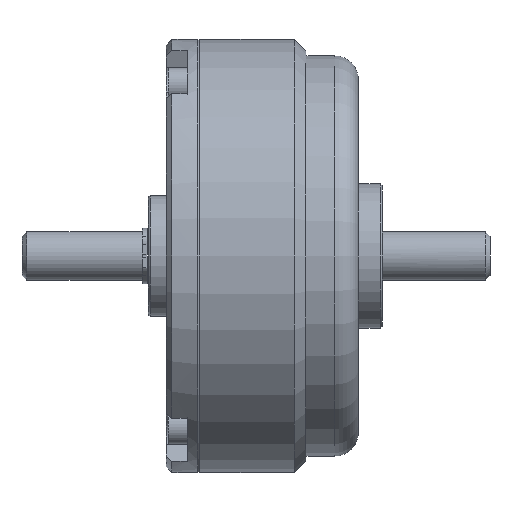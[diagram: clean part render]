
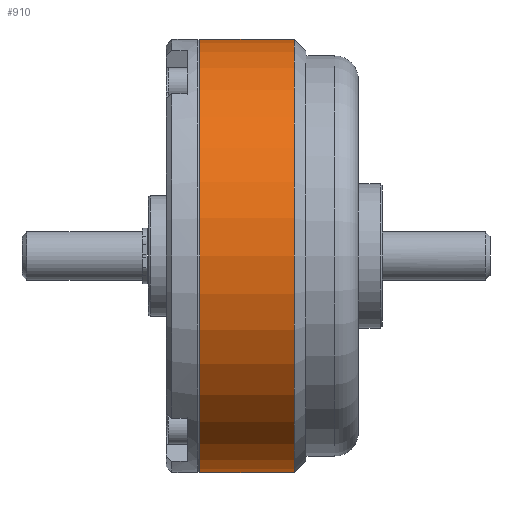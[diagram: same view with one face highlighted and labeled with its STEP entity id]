
A CAD part, front view. The second image highlights one B-rep face of the part: STEP entity #910.
In plain terms, the highlighted cylindrical face has radius 28.575 mm (diameter 57.15 mm), a partial arc.
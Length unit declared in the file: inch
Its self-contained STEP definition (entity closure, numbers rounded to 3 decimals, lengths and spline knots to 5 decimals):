
#289 = DIRECTION ( 'NONE',  ( 0., 0., 1. ) ) ;
#427 = CARTESIAN_POINT ( 'NONE',  ( 0.175, 0., 1.125 ) ) ;
#904 = CARTESIAN_POINT ( 'NONE',  ( 0.175, 0., -1.125 ) ) ;
#910 = ADVANCED_FACE ( 'NONE', ( #5471 ), #6394, .T. ) ;
#1425 = VERTEX_POINT ( 'NONE', #8064 ) ;
#1443 = DIRECTION ( 'NONE',  ( -1., 0., 0. ) ) ;
#1571 = CARTESIAN_POINT ( 'NONE',  ( 0.175, 0., 0. ) ) ;
#1745 = EDGE_CURVE ( 'NONE', #3034, #6451, #7341, .T. ) ;
#1869 = CIRCLE ( 'NONE', #6056, 1.125 ) ;
#1996 = CARTESIAN_POINT ( 'NONE',  ( 0.667, 0., 0. ) ) ;
#2648 = DIRECTION ( 'NONE',  ( 0., 0., -1. ) ) ;
#2658 = DIRECTION ( 'NONE',  ( -1., 0., 0. ) ) ;
#3034 = VERTEX_POINT ( 'NONE', #7570 ) ;
#4160 = ORIENTED_EDGE ( 'NONE', *, *, #4609, .T. ) ;
#4362 = DIRECTION ( 'NONE',  ( -1., 0., 0. ) ) ;
#4609 = EDGE_CURVE ( 'NONE', #6451, #1425, #4856, .T. ) ;
#4856 = LINE ( 'NONE', #427, #6605 ) ;
#5326 = CARTESIAN_POINT ( 'NONE',  ( 0.667, 0., 1.125 ) ) ;
#5471 = FACE_OUTER_BOUND ( 'NONE', #6435, .T. ) ;
#5526 = DIRECTION ( 'NONE',  ( -1., 0., 0. ) ) ;
#5954 = EDGE_CURVE ( 'NONE', #3034, #6033, #8207, .T. ) ;
#6033 = VERTEX_POINT ( 'NONE', #904 ) ;
#6054 = AXIS2_PLACEMENT_3D ( 'NONE', #1996, #6611, #2648 ) ;
#6056 = AXIS2_PLACEMENT_3D ( 'NONE', #6622, #2658, #7283 ) ;
#6394 = CYLINDRICAL_SURFACE ( 'NONE', #6689, 1.125 ) ;
#6435 = EDGE_LOOP ( 'NONE', ( #8181, #6705, #4160, #7469 ) ) ;
#6451 = VERTEX_POINT ( 'NONE', #5326 ) ;
#6457 = VECTOR ( 'NONE', #1443, 39.37008 ) ;
#6605 = VECTOR ( 'NONE', #4362, 39.37008 ) ;
#6611 = DIRECTION ( 'NONE',  ( -1., 0., 0. ) ) ;
#6622 = CARTESIAN_POINT ( 'NONE',  ( 0.175, 0., 0. ) ) ;
#6689 = AXIS2_PLACEMENT_3D ( 'NONE', #1571, #5526, #289 ) ;
#6705 = ORIENTED_EDGE ( 'NONE', *, *, #1745, .T. ) ;
#6923 = EDGE_CURVE ( 'NONE', #6033, #1425, #1869, .T. ) ;
#7283 = DIRECTION ( 'NONE',  ( 0., 0., 1. ) ) ;
#7341 = CIRCLE ( 'NONE', #6054, 1.125 ) ;
#7469 = ORIENTED_EDGE ( 'NONE', *, *, #6923, .F. ) ;
#7570 = CARTESIAN_POINT ( 'NONE',  ( 0.667, 0., -1.125 ) ) ;
#8030 = CARTESIAN_POINT ( 'NONE',  ( 0.175, 0., -1.125 ) ) ;
#8064 = CARTESIAN_POINT ( 'NONE',  ( 0.175, 0., 1.125 ) ) ;
#8181 = ORIENTED_EDGE ( 'NONE', *, *, #5954, .F. ) ;
#8207 = LINE ( 'NONE', #8030, #6457 ) ;
